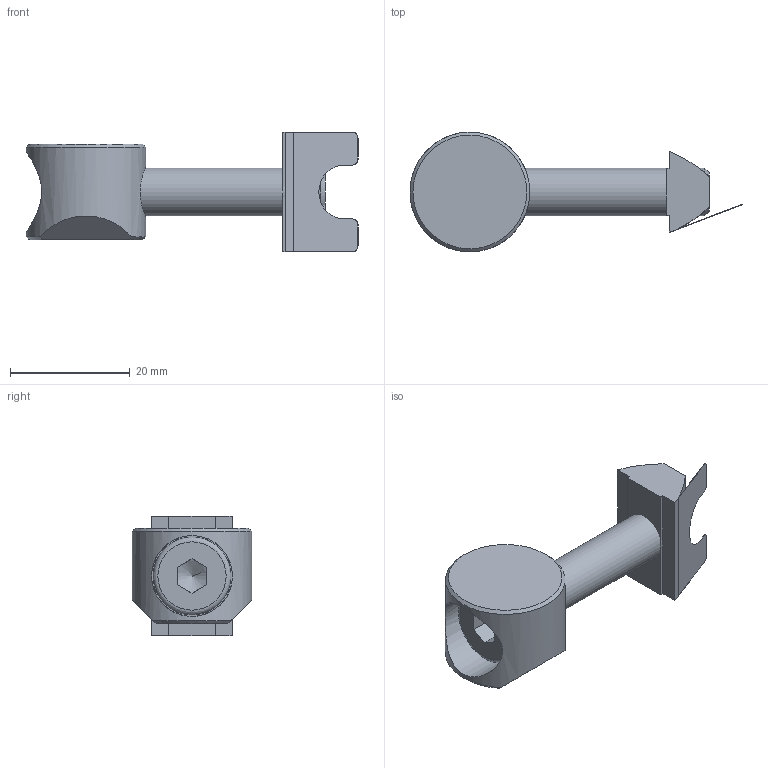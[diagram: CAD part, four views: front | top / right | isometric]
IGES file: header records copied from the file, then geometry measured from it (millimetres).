
Global section: file name: 312040.stp.ipt; native system: Autodesk Inventor 2014; preprocessor: unknown; author: zeman; date: 20151020.095925; units: millimetre
Bounding box: 55.44 x 20 x 20 mm (x, y, z)
Volume: 6699.4 mm3; surface area: 4844.5 mm2
Topology: 3 solids, 3 shells, 51 faces, 135 edges, 91 vertices
Faces by surface type: plane 31, cylinder 9, revolution 6, cone 4, bspline 1
Full cylindrical faces by diameter (mm): 8 x1, 13 x1, 20 x1
